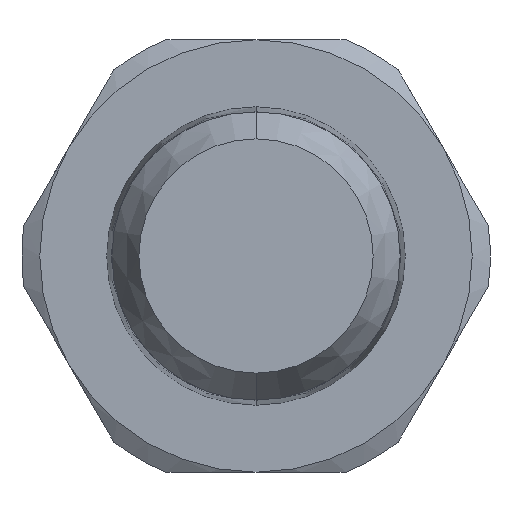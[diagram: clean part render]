
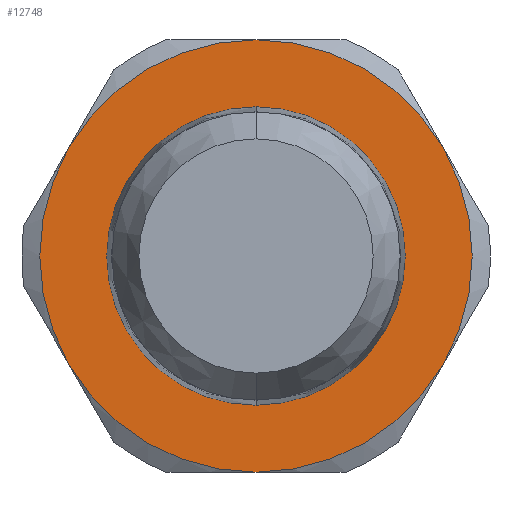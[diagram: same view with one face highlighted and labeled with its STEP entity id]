
A CAD part, front view. The second image highlights one B-rep face of the part: STEP entity #12748.
In plain terms, the highlighted planar face has unit normal (0, -1, 0).
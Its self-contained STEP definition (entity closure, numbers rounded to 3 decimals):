
#47 = AXIS2_PLACEMENT_3D ( 'NONE', #1049, #1050, #1051 ) ;
#50 = AXIS2_PLACEMENT_3D ( 'NONE', #1076, #1077, #1078 ) ;
#51 = AXIS2_PLACEMENT_3D ( 'NONE', #1083, #1084, #1085 ) ;
#53 = AXIS2_PLACEMENT_3D ( 'NONE', #1099, #1100, #1101 ) ;
#55 = AXIS2_PLACEMENT_3D ( 'NONE', #1115, #1116, #1117 ) ;
#57 = AXIS2_PLACEMENT_3D ( 'NONE', #1132, #1133, #1134 ) ;
#339 = AXIS2_PLACEMENT_3D ( 'NONE', #2062, #2063, #2064 ) ;
#1049 = CARTESIAN_POINT ( 'NONE',  ( 0., -5.25, 0. ) ) ;
#1050 = DIRECTION ( 'NONE',  ( 0., 1., 0. ) ) ;
#1051 = DIRECTION ( 'NONE',  ( 0., 0., 1. ) ) ;
#1076 = CARTESIAN_POINT ( 'NONE',  ( 0., -5.25, 0. ) ) ;
#1077 = DIRECTION ( 'NONE',  ( 0., 1., 0. ) ) ;
#1078 = DIRECTION ( 'NONE',  ( 0., 0., 1. ) ) ;
#1083 = CARTESIAN_POINT ( 'NONE',  ( 0., -5.25, 0. ) ) ;
#1084 = DIRECTION ( 'NONE',  ( 0., 1., 0. ) ) ;
#1085 = DIRECTION ( 'NONE',  ( 0., 0., 1. ) ) ;
#1099 = CARTESIAN_POINT ( 'NONE',  ( 0., -5.25, 0. ) ) ;
#1100 = DIRECTION ( 'NONE',  ( 0., 1., 0. ) ) ;
#1101 = DIRECTION ( 'NONE',  ( 0., 0., 1. ) ) ;
#1115 = CARTESIAN_POINT ( 'NONE',  ( 0., -5.25, 0. ) ) ;
#1116 = DIRECTION ( 'NONE',  ( 0., 1., 0. ) ) ;
#1117 = DIRECTION ( 'NONE',  ( 0., 0., 1. ) ) ;
#1132 = CARTESIAN_POINT ( 'NONE',  ( 0., -5.25, 0. ) ) ;
#1133 = DIRECTION ( 'NONE',  ( 0., 1., 0. ) ) ;
#1134 = DIRECTION ( 'NONE',  ( 0., 0., 1. ) ) ;
#1277 = CARTESIAN_POINT ( 'NONE',  ( 0., -5.25, 4.142 ) ) ;
#1278 = CARTESIAN_POINT ( 'NONE',  ( 0., -5.25, -4.142 ) ) ;
#1289 = CARTESIAN_POINT ( 'NONE',  ( 5.196, -5.25, 3. ) ) ;
#1300 = CARTESIAN_POINT ( 'NONE',  ( 5.196, -5.25, -3. ) ) ;
#1304 = CARTESIAN_POINT ( 'NONE',  ( 0., -5.25, 6. ) ) ;
#1306 = CARTESIAN_POINT ( 'NONE',  ( 0., -5.25, -6. ) ) ;
#1309 = CARTESIAN_POINT ( 'NONE',  ( -5.196, -5.25, -3. ) ) ;
#1312 = CARTESIAN_POINT ( 'NONE',  ( -5.196, -5.25, 3. ) ) ;
#2055 = PLANE ( 'NONE',  #339 ) ;
#2062 = CARTESIAN_POINT ( 'NONE',  ( 4.142, -5.25, 0. ) ) ;
#2063 = DIRECTION ( 'NONE',  ( 0., -1., 0. ) ) ;
#2064 = DIRECTION ( 'NONE',  ( 0., 0., -1. ) ) ;
#2288 = FACE_BOUND ( 'NONE', #5249, .T. ) ;
#2292 = FACE_OUTER_BOUND ( 'NONE', #5251, .T. ) ;
#3805 = EDGE_CURVE ( 'NONE', #10585, #10584, #5294, .T. ) ;
#4026 = AXIS2_PLACEMENT_3D ( 'NONE', #12986, #12985, #12984 ) ;
#4203 = AXIS2_PLACEMENT_3D ( 'NONE', #10441, #10442, #10443 ) ;
#5249 = EDGE_LOOP ( 'NONE', ( #9949, #9950 ) ) ;
#5251 = EDGE_LOOP ( 'NONE', ( #9951, #9952, #9953, #9954, #9493, #9494 ) ) ;
#5294 = CIRCLE ( 'NONE', #4026, 4.142 ) ;
#6381 = CIRCLE ( 'NONE', #4203, 4.142 ) ;
#7995 = EDGE_CURVE ( 'NONE', #10584, #10585, #6381, .T. ) ;
#9493 = ORIENTED_EDGE ( 'NONE', *, *, #10208, .F. ) ;
#9494 = ORIENTED_EDGE ( 'NONE', *, *, #10200, .F. ) ;
#9949 = ORIENTED_EDGE ( 'NONE', *, *, #7995, .T. ) ;
#9950 = ORIENTED_EDGE ( 'NONE', *, *, #3805, .T. ) ;
#9951 = ORIENTED_EDGE ( 'NONE', *, *, #10206, .F. ) ;
#9952 = ORIENTED_EDGE ( 'NONE', *, *, #10220, .F. ) ;
#9953 = ORIENTED_EDGE ( 'NONE', *, *, #10216, .F. ) ;
#9954 = ORIENTED_EDGE ( 'NONE', *, *, #10212, .F. ) ;
#10200 = EDGE_CURVE ( 'NONE', #10596, #10607, #12583, .T. ) ;
#10206 = EDGE_CURVE ( 'NONE', #10611, #10596, #12586, .T. ) ;
#10208 = EDGE_CURVE ( 'NONE', #10607, #10613, #12584, .T. ) ;
#10212 = EDGE_CURVE ( 'NONE', #10613, #10616, #12587, .T. ) ;
#10216 = EDGE_CURVE ( 'NONE', #10616, #10619, #12590, .T. ) ;
#10220 = EDGE_CURVE ( 'NONE', #10619, #10611, #12592, .T. ) ;
#10441 = CARTESIAN_POINT ( 'NONE',  ( 0., -5.25, 0. ) ) ;
#10442 = DIRECTION ( 'NONE',  ( 0., 1., 0. ) ) ;
#10443 = DIRECTION ( 'NONE',  ( 0., 0., 1. ) ) ;
#10584 = VERTEX_POINT ( 'NONE', #1277 ) ;
#10585 = VERTEX_POINT ( 'NONE', #1278 ) ;
#10596 = VERTEX_POINT ( 'NONE', #1289 ) ;
#10607 = VERTEX_POINT ( 'NONE', #1300 ) ;
#10611 = VERTEX_POINT ( 'NONE', #1304 ) ;
#10613 = VERTEX_POINT ( 'NONE', #1306 ) ;
#10616 = VERTEX_POINT ( 'NONE', #1309 ) ;
#10619 = VERTEX_POINT ( 'NONE', #1312 ) ;
#12583 = CIRCLE ( 'NONE', #47, 6. ) ;
#12584 = CIRCLE ( 'NONE', #51, 6. ) ;
#12586 = CIRCLE ( 'NONE', #50, 6. ) ;
#12587 = CIRCLE ( 'NONE', #53, 6. ) ;
#12590 = CIRCLE ( 'NONE', #55, 6. ) ;
#12592 = CIRCLE ( 'NONE', #57, 6. ) ;
#12748 = ADVANCED_FACE ( 'NONE', ( #2288, #2292 ), #2055, .T. ) ;
#12984 = DIRECTION ( 'NONE',  ( 0., 0., 1. ) ) ;
#12985 = DIRECTION ( 'NONE',  ( 0., 1., 0. ) ) ;
#12986 = CARTESIAN_POINT ( 'NONE',  ( 0., -5.25, 0. ) ) ;
